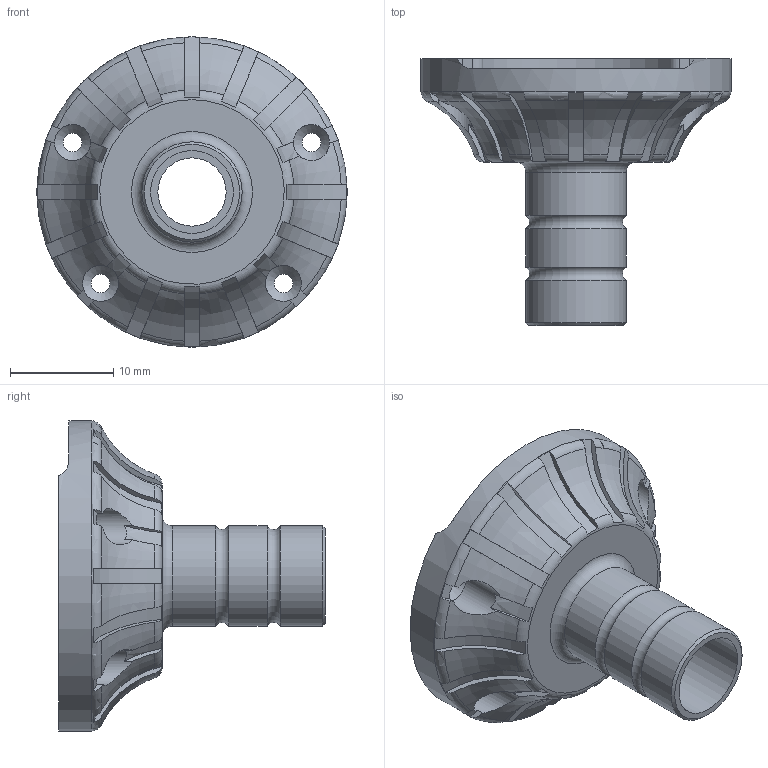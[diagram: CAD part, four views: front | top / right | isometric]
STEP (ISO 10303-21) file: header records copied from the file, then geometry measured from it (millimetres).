
FILE_DESCRIPTION(/* description */ ('Unknown'),/* implementation_level */ '2;1');
FILE_NAME(/* name */ 'EX-RV1K-14 TAPA CONECTOR 3.5',/* time_stamp */ '2022-12-08T11:01:57+01:00',/* author */ ('Unknown'),/* organization */ ('Unknown'),/* preprocessor_version */ 'ST-DEVELOPER v18.102',/* originating_system */ 'Solid Edge',/* authorisation */ 'Unknown');
FILE_SCHEMA (('AUTOMOTIVE_DESIGN {1 0 10303 214 3 1 1}'));
Length unit declared in the file: millimetre
Products named in the file (1): EX-RV1K-14 TAPA CONECTOR 3.5
Bounding box: 30 x 25.8 x 30 mm (x, y, z)
Volume: 2794.5 mm3; surface area: 3675.4 mm2
Topology: 1 solids, 1 shells, 134 faces, 386 edges, 253 vertices
Faces by surface type: plane 55, cylinder 48, torus 25, cone 6
Full cylindrical faces by diameter (mm): 1.8 x4, 3.5 x4, 6.6 x1, 8 x1, 9.5 x1, 9.7 x3, 30 x1
Entity records: 4382 total; most frequent: CARTESIAN_POINT 1254, ORIENTED_EDGE 680, DIRECTION 572, EDGE_CURVE 340, AXIS2_PLACEMENT_3D 261, VERTEX_POINT 237, EDGE_LOOP 173, FACE_BOUND 173
